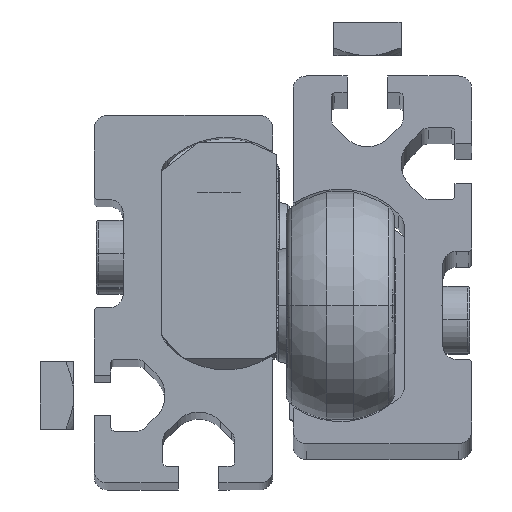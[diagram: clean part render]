
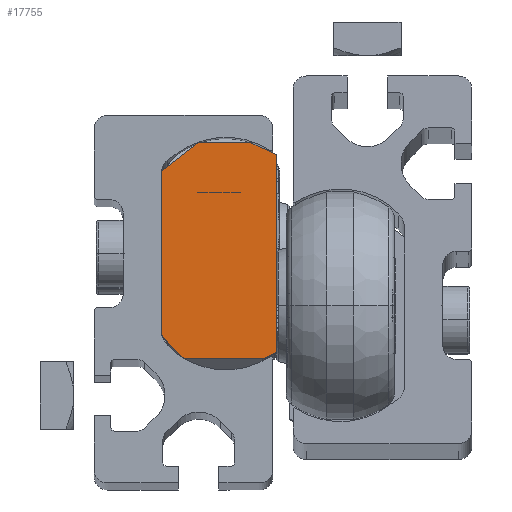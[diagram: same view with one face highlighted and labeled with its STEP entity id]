
A CAD part, top view. The second image highlights one B-rep face of the part: STEP entity #17755.
In plain terms, the highlighted face is planar.
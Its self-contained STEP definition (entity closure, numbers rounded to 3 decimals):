
#587 = EDGE_CURVE ( 'NONE', #9656, #6794, #3188, .T. ) ;
#966 = ORIENTED_EDGE ( 'NONE', *, *, #13849, .F. ) ;
#1050 = DIRECTION ( 'NONE',  ( 0., 0., 1. ) ) ;
#1161 = CARTESIAN_POINT ( 'NONE',  ( 19., 16.5, -4.6 ) ) ;
#1191 = DIRECTION ( 'NONE',  ( 0., 0., 1. ) ) ;
#1614 = CARTESIAN_POINT ( 'NONE',  ( 19., -12.2, 8.5 ) ) ;
#2042 = CARTESIAN_POINT ( 'NONE',  ( 19., 16.5, -4.6 ) ) ;
#2515 = ORIENTED_EDGE ( 'NONE', *, *, #18724, .F. ) ;
#2788 = VERTEX_POINT ( 'NONE', #17407 ) ;
#2992 = FACE_OUTER_BOUND ( 'NONE', #7940, .T. ) ;
#3188 = LINE ( 'NONE', #1614, #7647 ) ;
#3372 = CARTESIAN_POINT ( 'NONE',  ( 19., -15.5, -6.7 ) ) ;
#3728 = CARTESIAN_POINT ( 'NONE',  ( 19., 14.681, -8.5 ) ) ;
#3840 = DIRECTION ( 'NONE',  ( 0., -1., 0. ) ) ;
#5488 = VERTEX_POINT ( 'NONE', #13527 ) ;
#5538 = DIRECTION ( 'NONE',  ( 0., 0.616, -0.788 ) ) ;
#5712 = VECTOR ( 'NONE', #10592, 1000. ) ;
#6694 = ORIENTED_EDGE ( 'NONE', *, *, #587, .T. ) ;
#6794 = VERTEX_POINT ( 'NONE', #11223 ) ;
#6937 = PLANE ( 'NONE',  #17682 ) ;
#7025 = LINE ( 'NONE', #1161, #21120 ) ;
#7095 = VECTOR ( 'NONE', #10699, 1000. ) ;
#7647 = VECTOR ( 'NONE', #12904, 1000. ) ;
#7940 = EDGE_LOOP ( 'NONE', ( #10402, #16992, #6694, #9651, #966, #13101, #2515, #14521 ) ) ;
#9138 = VECTOR ( 'NONE', #20111, 1000. ) ;
#9249 = CARTESIAN_POINT ( 'NONE',  ( 19., 12.203, 8.5 ) ) ;
#9482 = VERTEX_POINT ( 'NONE', #20469 ) ;
#9651 = ORIENTED_EDGE ( 'NONE', *, *, #14542, .T. ) ;
#9656 = VERTEX_POINT ( 'NONE', #19237 ) ;
#10350 = LINE ( 'NONE', #12282, #7095 ) ;
#10402 = ORIENTED_EDGE ( 'NONE', *, *, #16897, .F. ) ;
#10592 = DIRECTION ( 'NONE',  ( 0., 1., 0. ) ) ;
#10663 = CARTESIAN_POINT ( 'NONE',  ( 19., 1.5, 22.2 ) ) ;
#10699 = DIRECTION ( 'NONE',  ( 0., 0., -1. ) ) ;
#11223 = CARTESIAN_POINT ( 'NONE',  ( 19., -15.5, 5.2 ) ) ;
#11520 = LINE ( 'NONE', #2042, #18849 ) ;
#12282 = CARTESIAN_POINT ( 'NONE',  ( 19., -15.5, 5.2 ) ) ;
#12294 = VECTOR ( 'NONE', #5538, 1000. ) ;
#12614 = VERTEX_POINT ( 'NONE', #16055 ) ;
#12904 = DIRECTION ( 'NONE',  ( 0., -0.707, -0.707 ) ) ;
#13101 = ORIENTED_EDGE ( 'NONE', *, *, #18653, .F. ) ;
#13379 = EDGE_CURVE ( 'NONE', #9656, #22371, #18000, .T. ) ;
#13527 = CARTESIAN_POINT ( 'NONE',  ( 19., -14.661, -8.5 ) ) ;
#13849 = EDGE_CURVE ( 'NONE', #5488, #17245, #18081, .T. ) ;
#14272 = DIRECTION ( 'NONE',  ( -1., 0., 0. ) ) ;
#14321 = CARTESIAN_POINT ( 'NONE',  ( 19., -12.2, 8.5 ) ) ;
#14521 = ORIENTED_EDGE ( 'NONE', *, *, #18176, .T. ) ;
#14542 = EDGE_CURVE ( 'NONE', #6794, #17245, #10350, .T. ) ;
#16055 = CARTESIAN_POINT ( 'NONE',  ( 19., 14.681, -8.5 ) ) ;
#16537 = CARTESIAN_POINT ( 'NONE',  ( 19., -14.661, -8.5 ) ) ;
#16897 = EDGE_CURVE ( 'NONE', #22371, #2788, #21959, .T. ) ;
#16992 = ORIENTED_EDGE ( 'NONE', *, *, #13379, .F. ) ;
#17245 = VERTEX_POINT ( 'NONE', #3372 ) ;
#17407 = CARTESIAN_POINT ( 'NONE',  ( 19., 16.5, 3. ) ) ;
#17682 = AXIS2_PLACEMENT_3D ( 'NONE', #10663, #14272, #1191 ) ;
#17755 = ADVANCED_FACE ( 'NONE', ( #2992 ), #6937, .F. ) ;
#18000 = LINE ( 'NONE', #14321, #5712 ) ;
#18037 = CARTESIAN_POINT ( 'NONE',  ( 19., 12.203, 8.5 ) ) ;
#18081 = LINE ( 'NONE', #16537, #9138 ) ;
#18176 = EDGE_CURVE ( 'NONE', #9482, #2788, #7025, .T. ) ;
#18653 = EDGE_CURVE ( 'NONE', #12614, #5488, #18805, .T. ) ;
#18724 = EDGE_CURVE ( 'NONE', #9482, #12614, #11520, .T. ) ;
#18805 = LINE ( 'NONE', #3728, #19228 ) ;
#18849 = VECTOR ( 'NONE', #22285, 1000. ) ;
#19228 = VECTOR ( 'NONE', #3840, 1000. ) ;
#19237 = CARTESIAN_POINT ( 'NONE',  ( 19., -12.2, 8.5 ) ) ;
#20111 = DIRECTION ( 'NONE',  ( 0., -0.423, 0.906 ) ) ;
#20469 = CARTESIAN_POINT ( 'NONE',  ( 19., 16.5, -4.6 ) ) ;
#21120 = VECTOR ( 'NONE', #1050, 1000. ) ;
#21959 = LINE ( 'NONE', #9249, #12294 ) ;
#22285 = DIRECTION ( 'NONE',  ( 0., -0.423, -0.906 ) ) ;
#22371 = VERTEX_POINT ( 'NONE', #18037 ) ;
